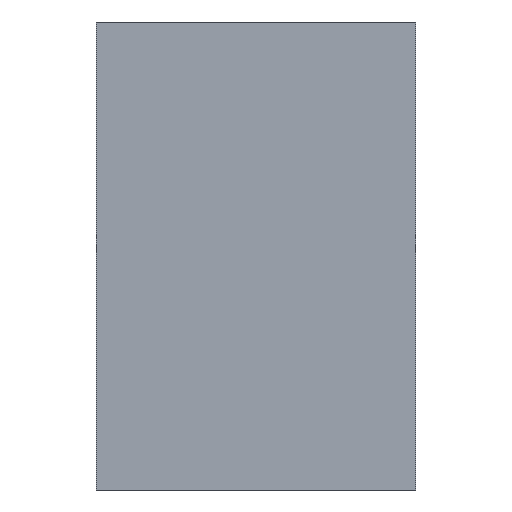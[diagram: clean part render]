
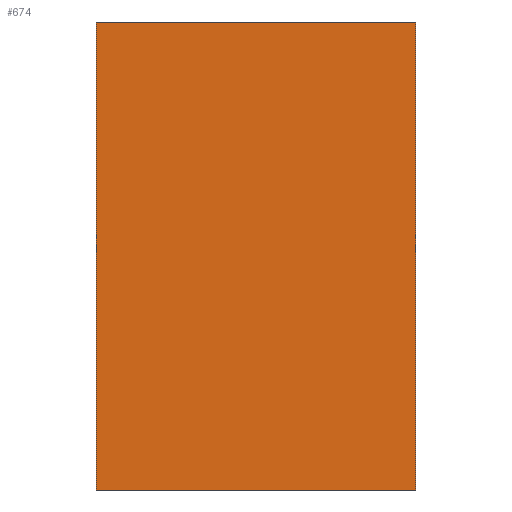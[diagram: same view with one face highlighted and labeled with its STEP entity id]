
A CAD part, front view. The second image highlights one B-rep face of the part: STEP entity #674.
In plain terms, the highlighted planar face has unit normal (0, -1, 0).
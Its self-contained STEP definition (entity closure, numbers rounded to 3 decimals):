
#34=FACE_OUTER_BOUND('',#68,.T.);
#68=EDGE_LOOP('',(#529,#530,#531,#532));
#105=LINE('',#960,#197);
#150=LINE('',#1053,#242);
#151=LINE('',#1056,#243);
#152=LINE('',#1057,#244);
#197=VECTOR('',#774,10.);
#242=VECTOR('',#855,10.);
#243=VECTOR('',#858,10.);
#244=VECTOR('',#859,10.);
#290=VERTEX_POINT('',#957);
#291=VERTEX_POINT('',#959);
#321=VERTEX_POINT('',#1051);
#322=VERTEX_POINT('',#1055);
#354=EDGE_CURVE('',#290,#291,#105,.T.);
#401=EDGE_CURVE('',#290,#321,#150,.T.);
#402=EDGE_CURVE('',#322,#321,#151,.T.);
#403=EDGE_CURVE('',#291,#322,#152,.T.);
#529=ORIENTED_EDGE('',*,*,#401,.T.);
#530=ORIENTED_EDGE('',*,*,#402,.F.);
#531=ORIENTED_EDGE('',*,*,#403,.F.);
#532=ORIENTED_EDGE('',*,*,#354,.F.);
#641=PLANE('',#734);
#674=ADVANCED_FACE('',(#34),#641,.T.);
#734=AXIS2_PLACEMENT_3D('',#1054,#856,#857);
#774=DIRECTION('',(-1.,0.,0.));
#855=DIRECTION('',(0.,0.,1.));
#856=DIRECTION('center_axis',(0.,-1.,0.));
#857=DIRECTION('ref_axis',(1.,0.,0.));
#858=DIRECTION('',(1.,0.,0.));
#859=DIRECTION('',(0.,0.,1.));
#957=CARTESIAN_POINT('',(12.625,0.,-18.5));
#959=CARTESIAN_POINT('',(-12.625,0.,-18.5));
#960=CARTESIAN_POINT('',(-12.625,0.,-18.5));
#1051=CARTESIAN_POINT('',(12.625,0.,18.5));
#1053=CARTESIAN_POINT('',(12.625,0.,0.));
#1054=CARTESIAN_POINT('Origin',(-12.625,0.,0.));
#1055=CARTESIAN_POINT('',(-12.625,0.,18.5));
#1056=CARTESIAN_POINT('',(-12.625,0.,18.5));
#1057=CARTESIAN_POINT('',(-12.625,0.,0.));
